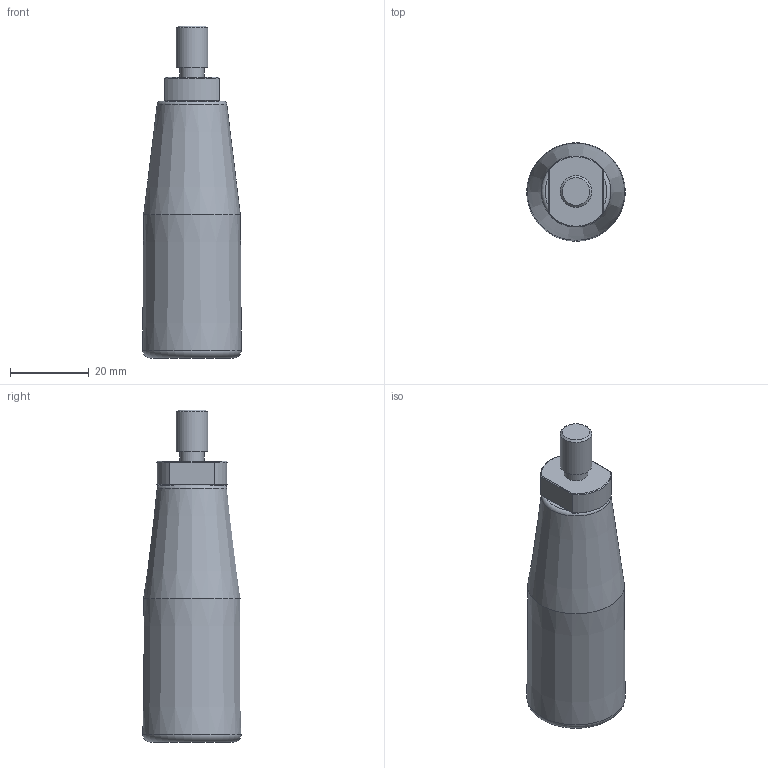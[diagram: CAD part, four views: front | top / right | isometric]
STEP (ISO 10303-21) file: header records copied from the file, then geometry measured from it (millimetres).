
FILE_DESCRIPTION( ( 'Unknown' ), '1' );
FILE_NAME( '6138018_MCG25x65_M08.stp', 'Unknown', ( 'Unknown' ), ( 'Unknown' ), 'PSStep 11.0', 'Unknown', ' ' );
FILE_SCHEMA( ( 'AUTOMOTIVE_DESIGN { 1 0 10303 214 1 1 1 1 }' ) );
Length unit declared in the file: millimetre
Products named in the file (1): 8900101
Bounding box: 24.97 x 24.97 x 84.1 mm (x, y, z)
Volume: 28046.5 mm3; surface area: 11185.8 mm2
Topology: 1 solids, 2 shells, 51 faces, 105 edges, 64 vertices
Faces by surface type: plane 22, cone 15, cylinder 12, torus 2
Full cylindrical faces by diameter (mm): 6.096 x1, 8 x1, 8.7 x1, 9.6 x1, 10.2 x1, 12.8 x1, 13 x1, 13.242 x1
Entity records: 1646 total; most frequent: CARTESIAN_POINT 242, DIRECTION 214, ORIENTED_EDGE 166, AXIS2_PLACEMENT_3D 95, EDGE_CURVE 83, EDGE_LOOP 74, FACE_OUTER_BOUND 61, VERTEX_POINT 59
